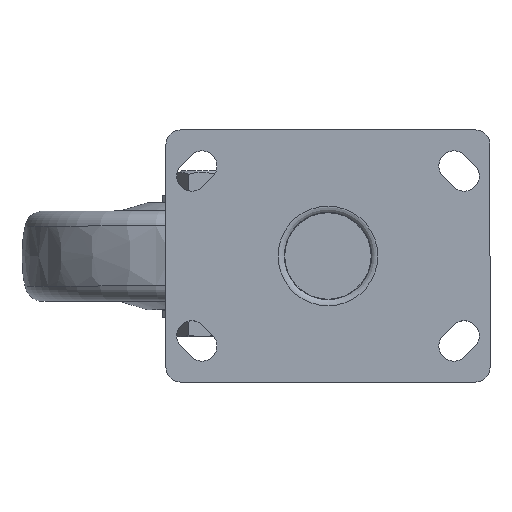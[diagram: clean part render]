
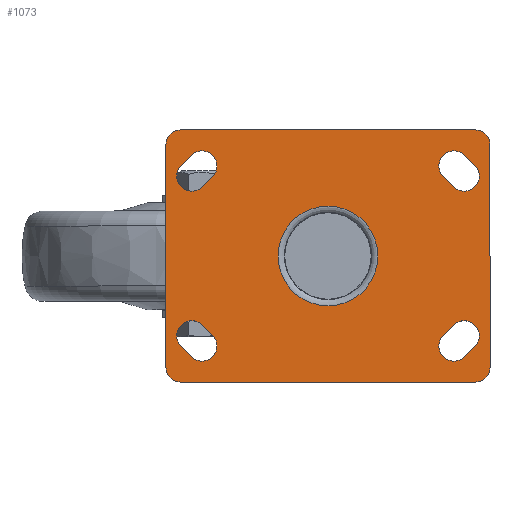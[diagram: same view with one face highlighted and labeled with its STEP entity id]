
A CAD part, top view. The second image highlights one B-rep face of the part: STEP entity #1073.
In plain terms, the highlighted planar face has unit normal (0, 0, 1).
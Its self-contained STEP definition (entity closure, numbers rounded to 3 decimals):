
#435=CARTESIAN_POINT('',(37.97,27.97,6.598));
#436=VERTEX_POINT('',#435);
#443=CARTESIAN_POINT('',(32.03,22.03,6.598));
#444=VERTEX_POINT('',#443);
#445=CARTESIAN_POINT('',(35.0,25.0,6.598));
#446=DIRECTION('',(0.0,0.0,-1.0));
#447=DIRECTION('',(-0.707,-0.707,0.0));
#448=AXIS2_PLACEMENT_3D('',#445,#446,#447);
#449=CIRCLE('',#448,4.2);
#450=EDGE_CURVE('',#444,#436,#449,.T.);
#475=CARTESIAN_POINT('',(34.859,19.202,6.598));
#476=VERTEX_POINT('',#475);
#477=CARTESIAN_POINT('',(34.859,19.202,6.598));
#478=DIRECTION('',(-0.707,0.707,0.0));
#479=VECTOR('',#478,4.);
#480=LINE('',#477,#479);
#481=EDGE_CURVE('',#476,#444,#480,.T.);
#507=CARTESIAN_POINT('',(40.798,25.141,6.598));
#508=VERTEX_POINT('',#507);
#509=CARTESIAN_POINT('',(37.828,22.172,6.598));
#510=DIRECTION('',(0.0,0.0,-1.0));
#511=DIRECTION('',(0.707,0.707,0.0));
#512=AXIS2_PLACEMENT_3D('',#509,#510,#511);
#513=CIRCLE('',#512,4.2);
#514=EDGE_CURVE('',#508,#476,#513,.T.);
#537=CARTESIAN_POINT('',(37.97,27.97,6.598));
#538=DIRECTION('',(0.707,-0.707,0.0));
#539=VECTOR('',#538,4.);
#540=LINE('',#537,#539);
#541=EDGE_CURVE('',#436,#508,#540,.T.);
#563=CARTESIAN_POINT('',(-37.97,-27.97,6.598));
#564=VERTEX_POINT('',#563);
#571=CARTESIAN_POINT('',(-32.03,-22.03,6.598));
#572=VERTEX_POINT('',#571);
#573=CARTESIAN_POINT('',(-35.,-25.0,6.598));
#574=DIRECTION('',(0.0,0.0,-1.0));
#575=DIRECTION('',(-0.707,-0.707,0.0));
#576=AXIS2_PLACEMENT_3D('',#573,#574,#575);
#577=CIRCLE('',#576,4.2);
#578=EDGE_CURVE('',#572,#564,#577,.T.);
#603=CARTESIAN_POINT('',(-34.859,-19.202,6.598));
#604=VERTEX_POINT('',#603);
#605=CARTESIAN_POINT('',(-34.859,-19.202,6.598));
#606=DIRECTION('',(0.707,-0.707,0.0));
#607=VECTOR('',#606,4.);
#608=LINE('',#605,#607);
#609=EDGE_CURVE('',#604,#572,#608,.T.);
#635=CARTESIAN_POINT('',(-40.798,-25.141,6.598));
#636=VERTEX_POINT('',#635);
#637=CARTESIAN_POINT('',(-37.828,-22.172,6.598));
#638=DIRECTION('',(0.0,0.0,-1.0));
#639=DIRECTION('',(0.707,0.707,0.0));
#640=AXIS2_PLACEMENT_3D('',#637,#638,#639);
#641=CIRCLE('',#640,4.2);
#642=EDGE_CURVE('',#636,#604,#641,.T.);
#665=CARTESIAN_POINT('',(-37.97,-27.97,6.598));
#666=DIRECTION('',(-0.707,0.707,0.0));
#667=VECTOR('',#666,4.);
#668=LINE('',#665,#667);
#669=EDGE_CURVE('',#564,#636,#668,.T.);
#691=CARTESIAN_POINT('',(-40.798,25.141,6.598));
#692=VERTEX_POINT('',#691);
#699=CARTESIAN_POINT('',(-34.859,19.202,6.598));
#700=VERTEX_POINT('',#699);
#701=CARTESIAN_POINT('',(-37.828,22.172,6.598));
#702=DIRECTION('',(0.0,0.0,-1.));
#703=DIRECTION('',(-0.707,0.707,0.0));
#704=AXIS2_PLACEMENT_3D('',#701,#702,#703);
#705=CIRCLE('',#704,4.2);
#706=EDGE_CURVE('',#700,#692,#705,.T.);
#731=CARTESIAN_POINT('',(-32.03,22.03,6.598));
#732=VERTEX_POINT('',#731);
#733=CARTESIAN_POINT('',(-32.03,22.03,6.598));
#734=DIRECTION('',(-0.707,-0.707,0.0));
#735=VECTOR('',#734,4.);
#736=LINE('',#733,#735);
#737=EDGE_CURVE('',#732,#700,#736,.T.);
#763=CARTESIAN_POINT('',(-37.97,27.97,6.598));
#764=VERTEX_POINT('',#763);
#765=CARTESIAN_POINT('',(-35.0,25.,6.598));
#766=DIRECTION('',(0.0,0.0,-1.0));
#767=DIRECTION('',(0.707,-0.707,0.0));
#768=AXIS2_PLACEMENT_3D('',#765,#766,#767);
#769=CIRCLE('',#768,4.2);
#770=EDGE_CURVE('',#764,#732,#769,.T.);
#793=CARTESIAN_POINT('',(-40.798,25.141,6.598));
#794=DIRECTION('',(0.707,0.707,0.0));
#795=VECTOR('',#794,4.);
#796=LINE('',#793,#795);
#797=EDGE_CURVE('',#692,#764,#796,.T.);
#819=CARTESIAN_POINT('',(40.798,-25.141,6.598));
#820=VERTEX_POINT('',#819);
#827=CARTESIAN_POINT('',(34.859,-19.202,6.598));
#828=VERTEX_POINT('',#827);
#829=CARTESIAN_POINT('',(37.828,-22.172,6.598));
#830=DIRECTION('',(0.0,0.0,-1.));
#831=DIRECTION('',(0.707,-0.707,0.0));
#832=AXIS2_PLACEMENT_3D('',#829,#830,#831);
#833=CIRCLE('',#832,4.2);
#834=EDGE_CURVE('',#828,#820,#833,.T.);
#859=CARTESIAN_POINT('',(32.03,-22.03,6.598));
#860=VERTEX_POINT('',#859);
#861=CARTESIAN_POINT('',(32.03,-22.03,6.598));
#862=DIRECTION('',(0.707,0.707,0.0));
#863=VECTOR('',#862,4.);
#864=LINE('',#861,#863);
#865=EDGE_CURVE('',#860,#828,#864,.T.);
#891=CARTESIAN_POINT('',(37.97,-27.97,6.598));
#892=VERTEX_POINT('',#891);
#893=CARTESIAN_POINT('',(35.,-25.,6.598));
#894=DIRECTION('',(0.0,0.0,-1.0));
#895=DIRECTION('',(-0.707,0.707,0.0));
#896=AXIS2_PLACEMENT_3D('',#893,#894,#895);
#897=CIRCLE('',#896,4.2);
#898=EDGE_CURVE('',#892,#860,#897,.T.);
#921=CARTESIAN_POINT('',(40.798,-25.141,6.598));
#922=DIRECTION('',(-0.707,-0.707,0.0));
#923=VECTOR('',#922,4.);
#924=LINE('',#921,#923);
#925=EDGE_CURVE('',#820,#892,#924,.T.);
#947=CARTESIAN_POINT('',(45.,-31.0,6.598));
#948=VERTEX_POINT('',#947);
#955=CARTESIAN_POINT('',(41.,-35.0,6.598));
#956=VERTEX_POINT('',#955);
#957=CARTESIAN_POINT('',(41.,-31.0,6.598));
#958=DIRECTION('',(0.0,0.0,-1.0));
#959=DIRECTION('',(0.707,-0.707,0.0));
#960=AXIS2_PLACEMENT_3D('',#957,#958,#959);
#961=CIRCLE('',#960,4.0);
#962=EDGE_CURVE('',#948,#956,#961,.T.);
#973=CARTESIAN_POINT('',(13.845,0.0,6.598));
#974=DIRECTION('',(0.0,0.0,1.0));
#975=DIRECTION('',(1.0,0.0,0.0));
#976=AXIS2_PLACEMENT_3D('',#973,#974,#975);
#977=PLANE('',#976);
#978=ORIENTED_EDGE('',*,*,#962,.F.);
#979=CARTESIAN_POINT('',(45.,31.,6.598));
#980=VERTEX_POINT('',#979);
#981=CARTESIAN_POINT('',(45.,-31.0,6.598));
#982=DIRECTION('',(0.0,1.0,0.0));
#983=VECTOR('',#982,62.0);
#984=LINE('',#981,#983);
#985=EDGE_CURVE('',#948,#980,#984,.T.);
#986=ORIENTED_EDGE('',*,*,#985,.T.);
#987=CARTESIAN_POINT('',(41.,35.0,6.598));
#988=VERTEX_POINT('',#987);
#989=CARTESIAN_POINT('',(41.,31.,6.598));
#990=DIRECTION('',(0.0,0.0,-1.));
#991=DIRECTION('',(0.707,0.707,0.0));
#992=AXIS2_PLACEMENT_3D('',#989,#990,#991);
#993=CIRCLE('',#992,4.);
#994=EDGE_CURVE('',#988,#980,#993,.T.);
#995=ORIENTED_EDGE('',*,*,#994,.F.);
#996=CARTESIAN_POINT('',(-41.,35.,6.598));
#997=VERTEX_POINT('',#996);
#998=CARTESIAN_POINT('',(41.,35.0,6.598));
#999=DIRECTION('',(-1.0,0.0,0.0));
#1000=VECTOR('',#999,82.0);
#1001=LINE('',#998,#1000);
#1002=EDGE_CURVE('',#988,#997,#1001,.T.);
#1003=ORIENTED_EDGE('',*,*,#1002,.T.);
#1004=CARTESIAN_POINT('',(-45.,31.,6.598));
#1005=VERTEX_POINT('',#1004);
#1006=CARTESIAN_POINT('',(-41.,31.,6.598));
#1007=DIRECTION('',(0.0,0.0,-1.0));
#1008=DIRECTION('',(-0.707,0.707,0.0));
#1009=AXIS2_PLACEMENT_3D('',#1006,#1007,#1008);
#1010=CIRCLE('',#1009,4.0);
#1011=EDGE_CURVE('',#1005,#997,#1010,.T.);
#1012=ORIENTED_EDGE('',*,*,#1011,.F.);
#1013=CARTESIAN_POINT('',(-45.,-31.,6.598));
#1014=VERTEX_POINT('',#1013);
#1015=CARTESIAN_POINT('',(-45.,31.,6.598));
#1016=DIRECTION('',(0.0,-1.0,0.0));
#1017=VECTOR('',#1016,62.0);
#1018=LINE('',#1015,#1017);
#1019=EDGE_CURVE('',#1005,#1014,#1018,.T.);
#1020=ORIENTED_EDGE('',*,*,#1019,.T.);
#1021=CARTESIAN_POINT('',(-41.,-35.0,6.598));
#1022=VERTEX_POINT('',#1021);
#1023=CARTESIAN_POINT('',(-41.,-31.,6.598));
#1024=DIRECTION('',(0.0,0.0,-1.0));
#1025=DIRECTION('',(-0.707,-0.707,0.0));
#1026=AXIS2_PLACEMENT_3D('',#1023,#1024,#1025);
#1027=CIRCLE('',#1026,4.0);
#1028=EDGE_CURVE('',#1022,#1014,#1027,.T.);
#1029=ORIENTED_EDGE('',*,*,#1028,.F.);
#1030=CARTESIAN_POINT('',(-41.,-35.0,6.598));
#1031=DIRECTION('',(1.0,0.0,0.0));
#1032=VECTOR('',#1031,82.0);
#1033=LINE('',#1030,#1032);
#1034=EDGE_CURVE('',#1022,#956,#1033,.T.);
#1035=ORIENTED_EDGE('',*,*,#1034,.T.);
#1036=EDGE_LOOP('',(#978,#986,#995,#1003,#1012,#1020,#1029,#1035));
#1037=FACE_OUTER_BOUND('',#1036,.T.);
#1038=ORIENTED_EDGE('',*,*,#450,.T.);
#1039=ORIENTED_EDGE('',*,*,#541,.T.);
#1040=ORIENTED_EDGE('',*,*,#514,.T.);
#1041=ORIENTED_EDGE('',*,*,#481,.T.);
#1042=EDGE_LOOP('',(#1038,#1039,#1040,#1041));
#1043=FACE_BOUND('',#1042,.T.);
#1044=ORIENTED_EDGE('',*,*,#578,.T.);
#1045=ORIENTED_EDGE('',*,*,#669,.T.);
#1046=ORIENTED_EDGE('',*,*,#642,.T.);
#1047=ORIENTED_EDGE('',*,*,#609,.T.);
#1048=EDGE_LOOP('',(#1044,#1045,#1046,#1047));
#1049=FACE_BOUND('',#1048,.T.);
#1050=ORIENTED_EDGE('',*,*,#706,.T.);
#1051=ORIENTED_EDGE('',*,*,#797,.T.);
#1052=ORIENTED_EDGE('',*,*,#770,.T.);
#1053=ORIENTED_EDGE('',*,*,#737,.T.);
#1054=EDGE_LOOP('',(#1050,#1051,#1052,#1053));
#1055=FACE_BOUND('',#1054,.T.);
#1056=ORIENTED_EDGE('',*,*,#834,.T.);
#1057=ORIENTED_EDGE('',*,*,#925,.T.);
#1058=ORIENTED_EDGE('',*,*,#898,.T.);
#1059=ORIENTED_EDGE('',*,*,#865,.T.);
#1060=EDGE_LOOP('',(#1056,#1057,#1058,#1059));
#1061=FACE_BOUND('',#1060,.T.);
#1062=CARTESIAN_POINT('',(13.845,0.0,6.598));
#1063=VERTEX_POINT('',#1062);
#1064=CARTESIAN_POINT('',(0.0,0.0,6.598));
#1065=DIRECTION('',(0.0,0.0,1.0));
#1066=DIRECTION('',(-1.0,0.0,0.0));
#1067=AXIS2_PLACEMENT_3D('',#1064,#1065,#1066);
#1068=CIRCLE('',#1067,13.845);
#1069=EDGE_CURVE('',#1063,#1063,#1068,.T.);
#1070=ORIENTED_EDGE('',*,*,#1069,.F.);
#1071=EDGE_LOOP('',(#1070));
#1072=FACE_BOUND('',#1071,.T.);
#1073=ADVANCED_FACE('',(#1037,#1043,#1049,#1055,#1061,#1072),#977,.T.);
